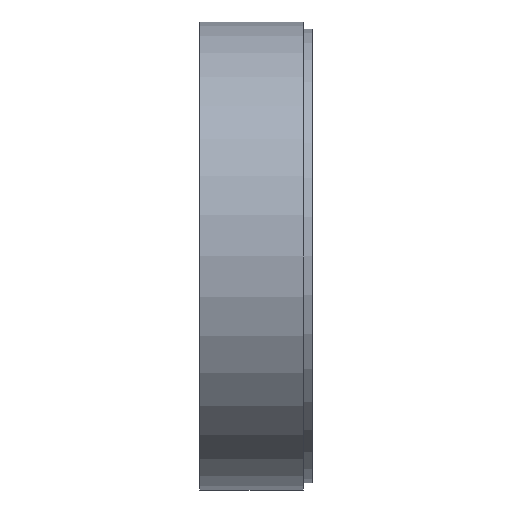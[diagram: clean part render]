
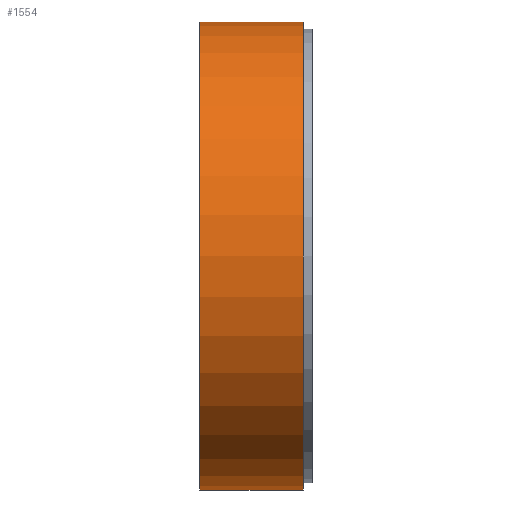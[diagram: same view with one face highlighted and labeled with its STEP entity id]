
A CAD part, left-side view. The second image highlights one B-rep face of the part: STEP entity #1554.
In plain terms, the highlighted cylindrical face has radius 31.115 mm (diameter 62.23 mm), a partial arc.
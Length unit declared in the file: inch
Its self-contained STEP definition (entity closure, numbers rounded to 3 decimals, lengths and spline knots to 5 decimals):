
#64 = DIRECTION ( 'NONE',  ( 0., 0., 1. ) ) ;
#117 = CARTESIAN_POINT ( 'NONE',  ( 0., 0.047, 0. ) ) ;
#221 = ORIENTED_EDGE ( 'NONE', *, *, #247, .F. ) ;
#224 = CARTESIAN_POINT ( 'NONE',  ( 0., 0.047, 1.225 ) ) ;
#247 = EDGE_CURVE ( 'NONE', #2184, #2589, #2658, .T. ) ;
#336 = LINE ( 'NONE', #968, #1896 ) ;
#362 = DIRECTION ( 'NONE',  ( 0., 0., -1. ) ) ;
#389 = ORIENTED_EDGE ( 'NONE', *, *, #1049, .F. ) ;
#470 = EDGE_LOOP ( 'NONE', ( #389, #221, #2415, #1046 ) ) ;
#508 = EDGE_CURVE ( 'NONE', #1645, #717, #2495, .T. ) ;
#717 = VERTEX_POINT ( 'NONE', #2266 ) ;
#797 = CARTESIAN_POINT ( 'NONE',  ( 0., 0.54, 0. ) ) ;
#949 = AXIS2_PLACEMENT_3D ( 'NONE', #2525, #1295, #64 ) ;
#968 = CARTESIAN_POINT ( 'NONE',  ( 0., 0.54, -1.225 ) ) ;
#1005 = DIRECTION ( 'NONE',  ( 0., -1., 0. ) ) ;
#1014 = VECTOR ( 'NONE', #1351, 39.37008 ) ;
#1046 = ORIENTED_EDGE ( 'NONE', *, *, #508, .F. ) ;
#1049 = EDGE_CURVE ( 'NONE', #2589, #1645, #2652, .T. ) ;
#1107 = CARTESIAN_POINT ( 'NONE',  ( 0., 0.59, 1.225 ) ) ;
#1295 = DIRECTION ( 'NONE',  ( 0., 1., 0. ) ) ;
#1351 = DIRECTION ( 'NONE',  ( 0., -1., 0. ) ) ;
#1429 = EDGE_CURVE ( 'NONE', #2184, #717, #336, .T. ) ;
#1441 = CYLINDRICAL_SURFACE ( 'NONE', #2457, 1.225 ) ;
#1508 = FACE_OUTER_BOUND ( 'NONE', #470, .T. ) ;
#1554 = ADVANCED_FACE ( 'NONE', ( #1508 ), #1441, .T. ) ;
#1584 = DIRECTION ( 'NONE',  ( 0., -1., 0. ) ) ;
#1645 = VERTEX_POINT ( 'NONE', #224 ) ;
#1896 = VECTOR ( 'NONE', #2418, 39.37008 ) ;
#2031 = DIRECTION ( 'NONE',  ( 0., 0., -1. ) ) ;
#2184 = VERTEX_POINT ( 'NONE', #2383 ) ;
#2266 = CARTESIAN_POINT ( 'NONE',  ( 0., 0.047, -1.225 ) ) ;
#2277 = AXIS2_PLACEMENT_3D ( 'NONE', #117, #1584, #362 ) ;
#2383 = CARTESIAN_POINT ( 'NONE',  ( 0., 0.59, -1.225 ) ) ;
#2384 = CARTESIAN_POINT ( 'NONE',  ( 0., 0.54, 1.225 ) ) ;
#2415 = ORIENTED_EDGE ( 'NONE', *, *, #1429, .T. ) ;
#2418 = DIRECTION ( 'NONE',  ( 0., -1., 0. ) ) ;
#2457 = AXIS2_PLACEMENT_3D ( 'NONE', #797, #1005, #2031 ) ;
#2495 = CIRCLE ( 'NONE', #2277, 1.225 ) ;
#2525 = CARTESIAN_POINT ( 'NONE',  ( 0., 0.59, 0. ) ) ;
#2589 = VERTEX_POINT ( 'NONE', #1107 ) ;
#2652 = LINE ( 'NONE', #2384, #1014 ) ;
#2658 = CIRCLE ( 'NONE', #949, 1.225 ) ;
